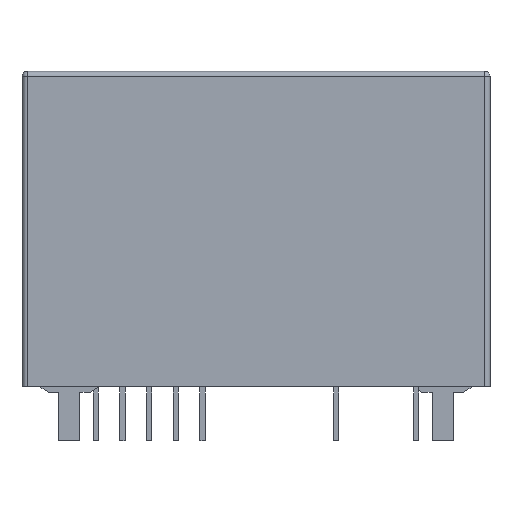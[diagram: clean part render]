
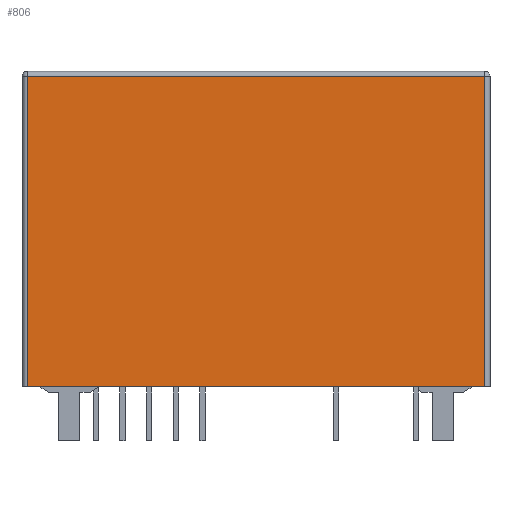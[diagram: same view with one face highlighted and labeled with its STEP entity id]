
A CAD part, front view. The second image highlights one B-rep face of the part: STEP entity #806.
In plain terms, the highlighted planar face has unit normal (0, -1, 0).
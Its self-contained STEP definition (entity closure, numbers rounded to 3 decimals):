
#276=CARTESIAN_POINT('',(21.75,-8.,30.0));
#277=VERTEX_POINT('',#276);
#335=CARTESIAN_POINT('',(-21.75,-8.,30.0));
#336=VERTEX_POINT('',#335);
#394=CARTESIAN_POINT('',(-21.75,-8.,0.5));
#395=VERTEX_POINT('',#394);
#403=CARTESIAN_POINT('',(-21.75,-8.,0.5));
#404=DIRECTION('',(0.0,0.0,1.0));
#405=VECTOR('',#404,29.5);
#406=LINE('',#403,#405);
#407=EDGE_CURVE('',#395,#336,#406,.T.);
#425=CARTESIAN_POINT('',(-21.75,-8.,30.0));
#426=DIRECTION('',(1.0,0.0,0.0));
#427=VECTOR('',#426,43.5);
#428=LINE('',#425,#427);
#429=EDGE_CURVE('',#336,#277,#428,.T.);
#500=CARTESIAN_POINT('',(21.75,-8.,0.5));
#501=VERTEX_POINT('',#500);
#518=CARTESIAN_POINT('',(21.75,-8.,30.0));
#519=DIRECTION('',(0.0,0.0,-1.0));
#520=VECTOR('',#519,29.5);
#521=LINE('',#518,#520);
#522=EDGE_CURVE('',#277,#501,#521,.T.);
#625=CARTESIAN_POINT('',(-21.75,-8.,0.5));
#626=DIRECTION('',(1.0,0.0,0.0));
#627=VECTOR('',#626,43.5);
#628=LINE('',#625,#627);
#629=EDGE_CURVE('',#395,#501,#628,.T.);
#795=CARTESIAN_POINT('',(22.25,-8.,0.5));
#796=DIRECTION('',(0.0,-1.0,0.0));
#797=DIRECTION('',(0.0,0.0,-1.0));
#798=AXIS2_PLACEMENT_3D('',#795,#796,#797);
#799=PLANE('',#798);
#800=ORIENTED_EDGE('',*,*,#407,.F.);
#801=ORIENTED_EDGE('',*,*,#629,.T.);
#802=ORIENTED_EDGE('',*,*,#522,.F.);
#803=ORIENTED_EDGE('',*,*,#429,.F.);
#804=EDGE_LOOP('',(#800,#801,#802,#803));
#805=FACE_OUTER_BOUND('',#804,.T.);
#806=ADVANCED_FACE('',(#805),#799,.T.);
